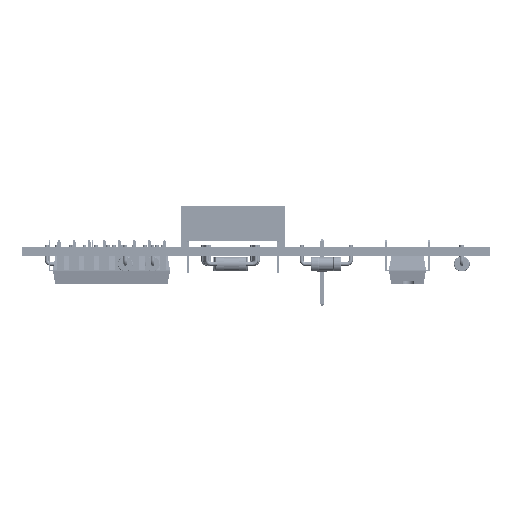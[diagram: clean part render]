
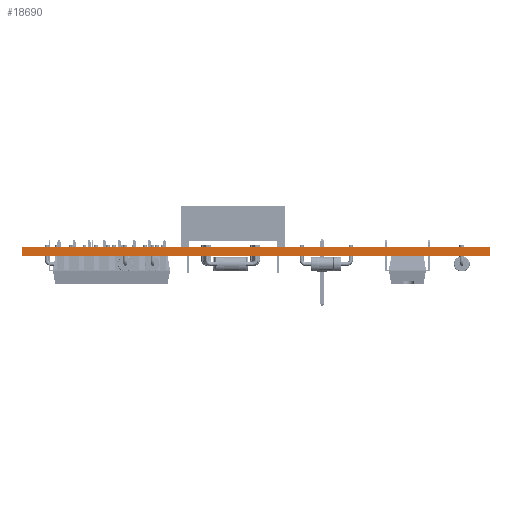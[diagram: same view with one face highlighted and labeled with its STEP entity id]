
A CAD part, left-side view. The second image highlights one B-rep face of the part: STEP entity #18690.
In plain terms, the highlighted planar face has unit normal (-1, 0, 0).
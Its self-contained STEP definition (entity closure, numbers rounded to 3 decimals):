
#1152=PLANE('',#20222);
#1931=FACE_OUTER_BOUND('',#2817,.T.);
#2817=EDGE_LOOP('',(#13499,#13500,#13501,#13502));
#4356=LINE('',#27900,#6059);
#4364=LINE('',#27915,#6067);
#4365=LINE('',#27917,#6068);
#4366=LINE('',#27918,#6069);
#6059=VECTOR('',#23089,10.);
#6067=VECTOR('',#23101,10.);
#6068=VECTOR('',#23104,10.);
#6069=VECTOR('',#23105,10.);
#8697=VERTEX_POINT('',#27897);
#8698=VERTEX_POINT('',#27899);
#8702=VERTEX_POINT('',#27911);
#8703=VERTEX_POINT('',#27913);
#10691=EDGE_CURVE('',#8697,#8698,#4356,.T.);
#10699=EDGE_CURVE('',#8702,#8703,#4364,.T.);
#10700=EDGE_CURVE('',#8697,#8702,#4365,.T.);
#10701=EDGE_CURVE('',#8698,#8703,#4366,.T.);
#13499=ORIENTED_EDGE('',*,*,#10700,.T.);
#13500=ORIENTED_EDGE('',*,*,#10699,.T.);
#13501=ORIENTED_EDGE('',*,*,#10701,.F.);
#13502=ORIENTED_EDGE('',*,*,#10691,.F.);
#18690=ADVANCED_FACE('',(#1931),#1152,.T.);
#20222=AXIS2_PLACEMENT_3D('',#27916,#23102,#23103);
#23089=DIRECTION('',(0.,0.,1.));
#23101=DIRECTION('',(0.,0.,1.));
#23102=DIRECTION('center_axis',(-1.,0.,0.));
#23103=DIRECTION('ref_axis',(0.,-1.,0.));
#23104=DIRECTION('',(0.,-1.,0.));
#23105=DIRECTION('',(0.,-1.,0.));
#27897=CARTESIAN_POINT('',(0.,94.,0.));
#27899=CARTESIAN_POINT('',(0.,94.,1.57));
#27900=CARTESIAN_POINT('',(0.,94.,0.));
#27911=CARTESIAN_POINT('',(0.,15.,0.));
#27913=CARTESIAN_POINT('',(0.,15.,1.57));
#27915=CARTESIAN_POINT('',(0.,15.,0.));
#27916=CARTESIAN_POINT('Origin',(0.,94.,0.));
#27917=CARTESIAN_POINT('',(0.,94.,0.));
#27918=CARTESIAN_POINT('',(0.,94.,1.57));
